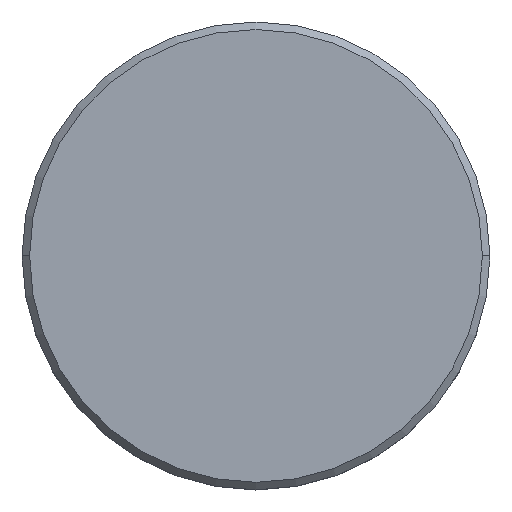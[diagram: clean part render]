
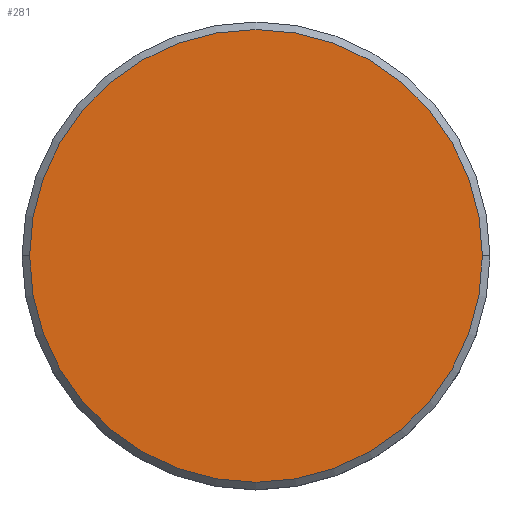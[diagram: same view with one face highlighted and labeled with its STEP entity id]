
A CAD part, top view. The second image highlights one B-rep face of the part: STEP entity #281.
In plain terms, the highlighted planar face has unit normal (0, 0, 1).
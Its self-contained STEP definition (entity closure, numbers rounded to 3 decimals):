
#12 = AXIS2_PLACEMENT_3D ( 'NONE', #150, #508, #305 ) ;
#50 = CIRCLE ( 'NONE', #12, 15. ) ;
#58 = EDGE_CURVE ( 'NONE', #939, #320, #50, .T. ) ;
#96 = DIRECTION ( 'NONE',  ( 1., 0., 0. ) ) ;
#99 = ORIENTED_EDGE ( 'NONE', *, *, #929, .T. ) ;
#116 = CARTESIAN_POINT ( 'NONE',  ( 0., 0., 0. ) ) ;
#150 = CARTESIAN_POINT ( 'NONE',  ( 0., 0., 0. ) ) ;
#281 = ADVANCED_FACE ( 'NONE', ( #740 ), #647, .T. ) ;
#303 = DIRECTION ( 'NONE',  ( 0., 0., 1. ) ) ;
#305 = DIRECTION ( 'NONE',  ( 1., 0., 0. ) ) ;
#320 = VERTEX_POINT ( 'NONE', #550 ) ;
#405 = DIRECTION ( 'NONE',  ( 1., 0., 0. ) ) ;
#508 = DIRECTION ( 'NONE',  ( 0., 0., 1. ) ) ;
#523 = EDGE_LOOP ( 'NONE', ( #1154, #99 ) ) ;
#550 = CARTESIAN_POINT ( 'NONE',  ( 15., 0., 0. ) ) ;
#578 = CARTESIAN_POINT ( 'NONE',  ( 0., 0., 0. ) ) ;
#598 = CIRCLE ( 'NONE', #1156, 15. ) ;
#647 = PLANE ( 'NONE',  #1015 ) ;
#654 = DIRECTION ( 'NONE',  ( 0., 0., 1. ) ) ;
#740 = FACE_OUTER_BOUND ( 'NONE', #523, .T. ) ;
#929 = EDGE_CURVE ( 'NONE', #320, #939, #598, .T. ) ;
#939 = VERTEX_POINT ( 'NONE', #949 ) ;
#949 = CARTESIAN_POINT ( 'NONE',  ( -15., 0., 0. ) ) ;
#1015 = AXIS2_PLACEMENT_3D ( 'NONE', #116, #654, #96 ) ;
#1154 = ORIENTED_EDGE ( 'NONE', *, *, #58, .T. ) ;
#1156 = AXIS2_PLACEMENT_3D ( 'NONE', #578, #303, #405 ) ;
